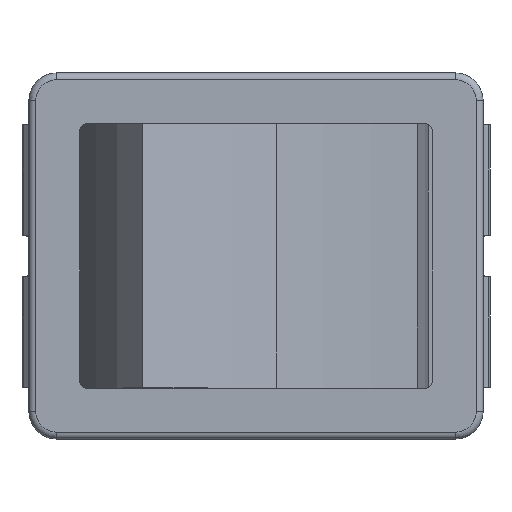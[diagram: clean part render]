
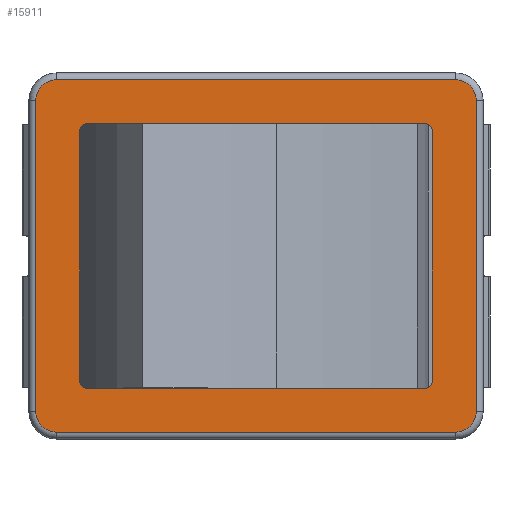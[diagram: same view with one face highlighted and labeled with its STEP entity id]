
A CAD part, top view. The second image highlights one B-rep face of the part: STEP entity #15911.
In plain terms, the highlighted planar face has unit normal (0, 0, 1).
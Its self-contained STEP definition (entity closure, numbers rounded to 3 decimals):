
#15229=CARTESIAN_POINT('',(12.8,9.1,9.82));
#15230=VERTEX_POINT('',#15229);
#15237=CARTESIAN_POINT('',(12.3,9.6,9.82));
#15238=VERTEX_POINT('',#15237);
#15239=CARTESIAN_POINT('',(12.3,9.1,9.82));
#15240=DIRECTION('',(0.0,0.0,1.0));
#15241=DIRECTION('',(0.707,0.707,0.0));
#15242=AXIS2_PLACEMENT_3D('',#15239,#15240,#15241);
#15243=CIRCLE('',#15242,0.5);
#15244=EDGE_CURVE('',#15230,#15238,#15243,.T.);
#15283=CARTESIAN_POINT('',(12.8,-9.1,9.82));
#15284=VERTEX_POINT('',#15283);
#15291=CARTESIAN_POINT('',(12.8,9.1,9.82));
#15292=DIRECTION('',(0.0,-1.0,0.0));
#15293=VECTOR('',#15292,18.2);
#15294=LINE('',#15291,#15293);
#15295=EDGE_CURVE('',#15230,#15284,#15294,.T.);
#15324=CARTESIAN_POINT('',(12.3,-9.6,9.82));
#15325=VERTEX_POINT('',#15324);
#15332=CARTESIAN_POINT('',(12.3,-9.1,9.82));
#15333=DIRECTION('',(0.0,0.0,1.0));
#15334=DIRECTION('',(0.707,-0.707,0.0));
#15335=AXIS2_PLACEMENT_3D('',#15332,#15333,#15334);
#15336=CIRCLE('',#15335,0.5);
#15337=EDGE_CURVE('',#15325,#15284,#15336,.T.);
#15366=CARTESIAN_POINT('',(-12.3,-9.6,9.82));
#15367=VERTEX_POINT('',#15366);
#15374=CARTESIAN_POINT('',(12.3,-9.6,9.82));
#15375=DIRECTION('',(-1.0,0.0,0.0));
#15376=VECTOR('',#15375,24.6);
#15377=LINE('',#15374,#15376);
#15378=EDGE_CURVE('',#15325,#15367,#15377,.T.);
#15418=CARTESIAN_POINT('',(-12.8,-9.1,9.82));
#15419=VERTEX_POINT('',#15418);
#15426=CARTESIAN_POINT('',(-12.3,-9.1,9.82));
#15427=DIRECTION('',(0.0,0.0,1.0));
#15428=DIRECTION('',(-0.707,-0.707,0.0));
#15429=AXIS2_PLACEMENT_3D('',#15426,#15427,#15428);
#15430=CIRCLE('',#15429,0.5);
#15431=EDGE_CURVE('',#15419,#15367,#15430,.T.);
#15536=CARTESIAN_POINT('',(16.,11.3,9.82));
#15537=VERTEX_POINT('',#15536);
#15545=CARTESIAN_POINT('',(16.,-11.3,9.82));
#15546=VERTEX_POINT('',#15545);
#15547=CARTESIAN_POINT('',(16.,11.3,9.82));
#15548=DIRECTION('',(0.0,-1.0,0.0));
#15549=VECTOR('',#15548,22.6);
#15550=LINE('',#15547,#15549);
#15551=EDGE_CURVE('',#15537,#15546,#15550,.T.);
#15578=CARTESIAN_POINT('',(14.5,12.8,9.82));
#15579=VERTEX_POINT('',#15578);
#15587=CARTESIAN_POINT('',(14.5,11.3,9.82));
#15588=DIRECTION('',(0.,0.,-1.0));
#15589=DIRECTION('',(0.707,0.707,0.));
#15590=AXIS2_PLACEMENT_3D('',#15587,#15588,#15589);
#15591=CIRCLE('',#15590,1.5);
#15592=EDGE_CURVE('',#15579,#15537,#15591,.T.);
#15610=CARTESIAN_POINT('',(14.5,-12.8,9.82));
#15611=VERTEX_POINT('',#15610);
#15629=CARTESIAN_POINT('',(14.5,-11.3,9.82));
#15630=DIRECTION('',(0.,0.,-1.0));
#15631=DIRECTION('',(0.707,-0.707,0.));
#15632=AXIS2_PLACEMENT_3D('',#15629,#15630,#15631);
#15633=CIRCLE('',#15632,1.5);
#15634=EDGE_CURVE('',#15546,#15611,#15633,.T.);
#15646=CARTESIAN_POINT('',(-14.5,12.8,9.82));
#15647=VERTEX_POINT('',#15646);
#15655=CARTESIAN_POINT('',(-14.5,12.8,9.82));
#15656=DIRECTION('',(1.0,0.0,0.0));
#15657=VECTOR('',#15656,29.);
#15658=LINE('',#15655,#15657);
#15659=EDGE_CURVE('',#15647,#15579,#15658,.T.);
#15676=CARTESIAN_POINT('',(-14.5,-12.8,9.82));
#15677=VERTEX_POINT('',#15676);
#15694=CARTESIAN_POINT('',(14.5,-12.8,9.82));
#15695=DIRECTION('',(-1.0,0.0,0.0));
#15696=VECTOR('',#15695,29.);
#15697=LINE('',#15694,#15696);
#15698=EDGE_CURVE('',#15611,#15677,#15697,.T.);
#15710=CARTESIAN_POINT('',(-16.,11.3,9.82));
#15711=VERTEX_POINT('',#15710);
#15719=CARTESIAN_POINT('',(-14.5,11.3,9.82));
#15720=DIRECTION('',(0.,0.,-1.0));
#15721=DIRECTION('',(-0.707,0.707,0.));
#15722=AXIS2_PLACEMENT_3D('',#15719,#15720,#15721);
#15723=CIRCLE('',#15722,1.5);
#15724=EDGE_CURVE('',#15711,#15647,#15723,.T.);
#15742=CARTESIAN_POINT('',(-16.,-11.3,9.82));
#15743=VERTEX_POINT('',#15742);
#15761=CARTESIAN_POINT('',(-14.5,-11.3,9.82));
#15762=DIRECTION('',(0.,0.,-1.0));
#15763=DIRECTION('',(-0.707,-0.707,0.));
#15764=AXIS2_PLACEMENT_3D('',#15761,#15762,#15763);
#15765=CIRCLE('',#15764,1.5);
#15766=EDGE_CURVE('',#15677,#15743,#15765,.T.);
#15784=CARTESIAN_POINT('',(-16.,-11.3,9.82));
#15785=DIRECTION('',(0.0,1.0,0.0));
#15786=VECTOR('',#15785,22.6);
#15787=LINE('',#15784,#15786);
#15788=EDGE_CURVE('',#15743,#15711,#15787,.T.);
#15866=CARTESIAN_POINT('',(0.,0.,9.82));
#15867=DIRECTION('',(0.0,0.0,1.0));
#15868=DIRECTION('',(1.0,0.0,0.0));
#15869=AXIS2_PLACEMENT_3D('',#15866,#15867,#15868);
#15870=PLANE('',#15869);
#15871=ORIENTED_EDGE('',*,*,#15551,.F.);
#15872=ORIENTED_EDGE('',*,*,#15592,.F.);
#15873=ORIENTED_EDGE('',*,*,#15659,.F.);
#15874=ORIENTED_EDGE('',*,*,#15724,.F.);
#15875=ORIENTED_EDGE('',*,*,#15788,.F.);
#15876=ORIENTED_EDGE('',*,*,#15766,.F.);
#15877=ORIENTED_EDGE('',*,*,#15698,.F.);
#15878=ORIENTED_EDGE('',*,*,#15634,.F.);
#15879=EDGE_LOOP('',(#15871,#15872,#15873,#15874,#15875,#15876,#15877,#15878));
#15880=FACE_OUTER_BOUND('',#15879,.T.);
#15881=ORIENTED_EDGE('',*,*,#15295,.T.);
#15882=ORIENTED_EDGE('',*,*,#15337,.F.);
#15883=ORIENTED_EDGE('',*,*,#15378,.T.);
#15884=ORIENTED_EDGE('',*,*,#15431,.F.);
#15885=CARTESIAN_POINT('',(-12.8,9.1,9.82));
#15886=VERTEX_POINT('',#15885);
#15887=CARTESIAN_POINT('',(-12.8,-9.1,9.82));
#15888=DIRECTION('',(0.0,1.0,0.0));
#15889=VECTOR('',#15888,18.2);
#15890=LINE('',#15887,#15889);
#15891=EDGE_CURVE('',#15419,#15886,#15890,.T.);
#15892=ORIENTED_EDGE('',*,*,#15891,.T.);
#15893=CARTESIAN_POINT('',(-12.3,9.6,9.82));
#15894=VERTEX_POINT('',#15893);
#15895=CARTESIAN_POINT('',(-12.3,9.1,9.82));
#15896=DIRECTION('',(0.0,0.0,1.0));
#15897=DIRECTION('',(-0.707,0.707,0.0));
#15898=AXIS2_PLACEMENT_3D('',#15895,#15896,#15897);
#15899=CIRCLE('',#15898,0.5);
#15900=EDGE_CURVE('',#15894,#15886,#15899,.T.);
#15901=ORIENTED_EDGE('',*,*,#15900,.F.);
#15902=CARTESIAN_POINT('',(-12.3,9.6,9.82));
#15903=DIRECTION('',(1.0,0.0,0.0));
#15904=VECTOR('',#15903,24.6);
#15905=LINE('',#15902,#15904);
#15906=EDGE_CURVE('',#15894,#15238,#15905,.T.);
#15907=ORIENTED_EDGE('',*,*,#15906,.T.);
#15908=ORIENTED_EDGE('',*,*,#15244,.F.);
#15909=EDGE_LOOP('',(#15881,#15882,#15883,#15884,#15892,#15901,#15907,#15908));
#15910=FACE_BOUND('',#15909,.T.);
#15911=ADVANCED_FACE('',(#15880,#15910),#15870,.T.);
